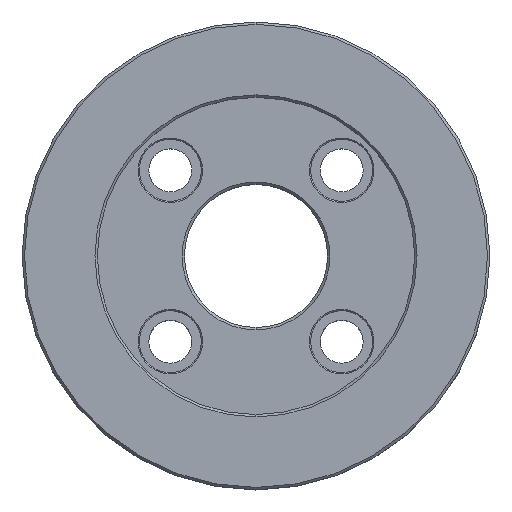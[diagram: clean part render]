
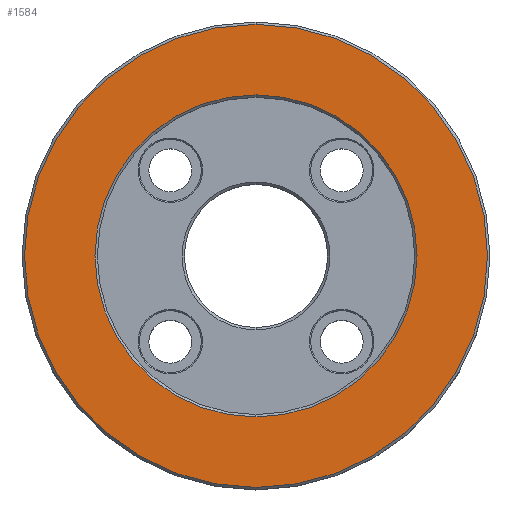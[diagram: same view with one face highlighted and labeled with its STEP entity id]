
A CAD part, top view. The second image highlights one B-rep face of the part: STEP entity #1584.
In plain terms, the highlighted planar face has unit normal (0, 0, 1).
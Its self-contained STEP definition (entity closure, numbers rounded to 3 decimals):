
#329=CARTESIAN_POINT('',(0.,0.,58.));
#330=DIRECTION('',(0.,0.,1.));
#331=DIRECTION('',(0.,1.,0.));
#332=AXIS2_PLACEMENT_3D('',#329,#330,#331);
#334=CARTESIAN_POINT('',(0.,0.,58.));
#335=DIRECTION('',(0.,0.,-1.));
#336=DIRECTION('',(0.,1.,0.));
#337=AXIS2_PLACEMENT_3D('',#334,#335,#336);
#339=CARTESIAN_POINT('',(0.,0.,
58.));
#340=DIRECTION('',(0.,0.,-1.));
#341=DIRECTION('',(0.,1.,0.));
#342=AXIS2_PLACEMENT_3D('',#339,#340,#341);
#344=CARTESIAN_POINT('',(0.,0.,58.));
#345=DIRECTION('',(0.,0.,-1.));
#346=DIRECTION('',(0.,-1.,0.));
#347=AXIS2_PLACEMENT_3D('',#344,#345,#346);
#1028=CARTESIAN_POINT('',(0.,97.05,58.));
#1029=VERTEX_POINT('',#1028);
#1030=CARTESIAN_POINT('',(0.,-97.05,58.));
#1031=VERTEX_POINT('',#1030);
#1208=CARTESIAN_POINT('',(0.,67.5,58.));
#1209=CARTESIAN_POINT('',(0.,-67.5,
58.));
#1210=VERTEX_POINT('',#1208);
#1211=VERTEX_POINT('',#1209);
#1568=CARTESIAN_POINT('',(0.,0.,58.));
#1569=DIRECTION('',(0.,0.,-1.));
#1570=DIRECTION('',(0.,-1.,0.));
#1571=AXIS2_PLACEMENT_3D('',#1568,#1569,#1570);
#1572=PLANE('',#1571);
#1574=ORIENTED_EDGE('',*,*,#1573,.F.);
#1576=ORIENTED_EDGE('',*,*,#1575,.T.);
#1577=EDGE_LOOP('',(#1574,#1576));
#1578=FACE_OUTER_BOUND('',#1577,.F.);
#1579=ORIENTED_EDGE('',*,*,#1558,.F.);
#1581=ORIENTED_EDGE('',*,*,#1580,.F.);
#1582=EDGE_LOOP('',(#1579,#1581));
#1583=FACE_BOUND('',#1582,.F.);
#1584=ADVANCED_FACE('',(#1578,#1583),#1572,.F.);
#333=CIRCLE('',#332,97.05);
#338=CIRCLE('',#337,97.05);
#343=CIRCLE('',#342,67.5);
#348=CIRCLE('',#347,67.5);
#1558=EDGE_CURVE('',#1210,#1211,#343,.T.);
#1573=EDGE_CURVE('',#1029,#1031,#333,.T.);
#1575=EDGE_CURVE('',#1029,#1031,#338,.T.);
#1580=EDGE_CURVE('',#1211,#1210,#348,.T.);
